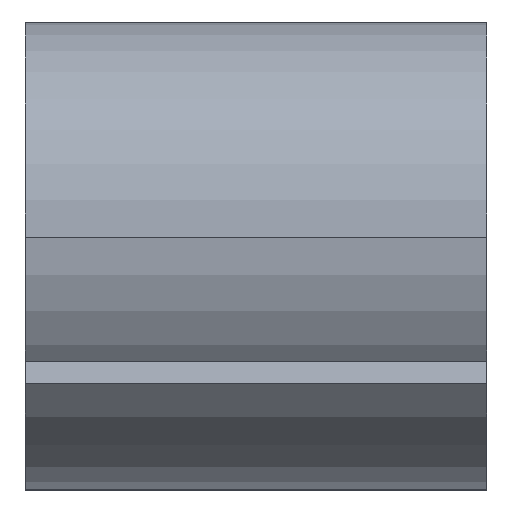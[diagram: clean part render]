
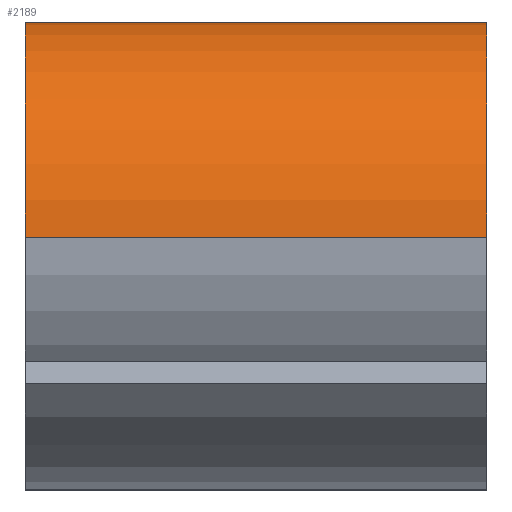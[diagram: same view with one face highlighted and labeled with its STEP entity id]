
A CAD part, left-side view. The second image highlights one B-rep face of the part: STEP entity #2189.
In plain terms, the highlighted cylindrical face has radius 14 mm (diameter 28 mm), a partial arc.
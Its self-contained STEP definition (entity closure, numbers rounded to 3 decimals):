
#2102=CARTESIAN_POINT('',(-62.5,-15.,0.));
#2103=DIRECTION('',(0.,-1.,0.));
#2104=DIRECTION('',(1.,0.,0.));
#2105=AXIS2_PLACEMENT_3D('',#2102,#2103,#2104);
#2107=DIRECTION('',(0.,1.,0.));
#2108=VECTOR('',#2107,30.);
#2109=CARTESIAN_POINT('',(-76.5,-15.,0.));
#2110=LINE('',#2109,#2108);
#2111=CARTESIAN_POINT('',(-62.5,15.,0.));
#2112=DIRECTION('',(0.,1.,0.));
#2113=DIRECTION('',(-1.,0.,0.));
#2114=AXIS2_PLACEMENT_3D('',#2111,#2112,#2113);
#2121=DIRECTION('',(0.,1.,0.));
#2122=VECTOR('',#2121,30.);
#2123=CARTESIAN_POINT('',(-48.5,-15.,0.));
#2124=LINE('',#2123,#2122);
#2162=CARTESIAN_POINT('',(-48.5,-15.,0.));
#2163=CARTESIAN_POINT('',(-76.5,-15.,0.));
#2164=VERTEX_POINT('',#2162);
#2165=VERTEX_POINT('',#2163);
#2170=CARTESIAN_POINT('',(-48.5,15.,0.));
#2171=CARTESIAN_POINT('',(-76.5,15.,0.));
#2172=VERTEX_POINT('',#2170);
#2173=VERTEX_POINT('',#2171);
#2174=CARTESIAN_POINT('',(-62.5,-15.,0.));
#2175=DIRECTION('',(0.,1.,0.));
#2176=DIRECTION('',(1.,0.,0.));
#2177=AXIS2_PLACEMENT_3D('',#2174,#2175,#2176);
#2178=CYLINDRICAL_SURFACE('',#2177,14.);
#2180=ORIENTED_EDGE('',*,*,#2179,.T.);
#2182=ORIENTED_EDGE('',*,*,#2181,.T.);
#2184=ORIENTED_EDGE('',*,*,#2183,.T.);
#2186=ORIENTED_EDGE('',*,*,#2185,.F.);
#2187=EDGE_LOOP('',(#2180,#2182,#2184,#2186));
#2188=FACE_OUTER_BOUND('',#2187,.F.);
#2189=ADVANCED_FACE('',(#2188),#2178,.T.);
#2106=CIRCLE('',#2105,14.);
#2115=CIRCLE('',#2114,14.);
#2179=EDGE_CURVE('',#2164,#2165,#2106,.T.);
#2181=EDGE_CURVE('',#2165,#2173,#2110,.T.);
#2183=EDGE_CURVE('',#2173,#2172,#2115,.T.);
#2185=EDGE_CURVE('',#2164,#2172,#2124,.T.);
